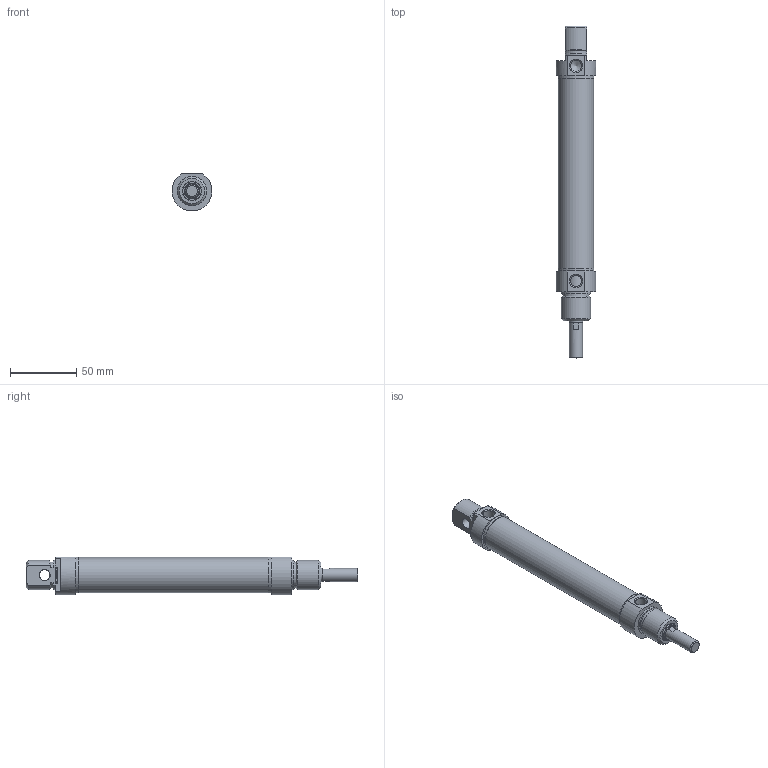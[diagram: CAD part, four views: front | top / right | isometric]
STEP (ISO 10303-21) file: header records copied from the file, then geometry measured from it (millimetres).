
FILE_DESCRIPTION( ( 'STEP AP214' ), '1' );
FILE_NAME( 'M-25-1000.stp', ' ', ( ' ' ), ( ' ' ), ' ', ' ', ' ' );
FILE_SCHEMA (('AUTOMOTIVE_DESIGN { 1 0 10303 214 3 1 1 }'));
Length unit declared in the file: centimetre
Products named in the file (1): (Unsaved)
Bounding box: 30 x 250 x 28.45 mm (x, y, z)
Volume: 58417.4 mm3; surface area: 40454.6 mm2
Topology: 4 solids, 4 shells, 526 faces, 1420 edges, 939 vertices
Faces by surface type: bspline 246, plane 220, cylinder 28, cone 24, torus 8
Full cylindrical faces by diameter (mm): 8 x2, 8.566 x2, 9.9 x1, 10 x1, 10.5 x1, 11.1 x1, 14 x1, 14.1 x1, 16.1 x1, 16.2 x1, 19.7 x1, 22 x2, 25 x1, 26.5 x1, 27 x2
Entity records: 18416 total; most frequent: CARTESIAN_POINT 7052, ORIENTED_EDGE 2728, DIRECTION 1516, EDGE_CURVE 1364, VERTEX_POINT 930, LINE 772, VECTOR 772, EDGE_LOOP 614
